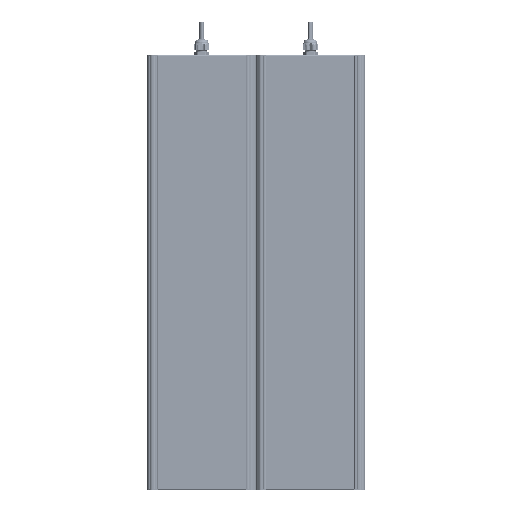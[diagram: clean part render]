
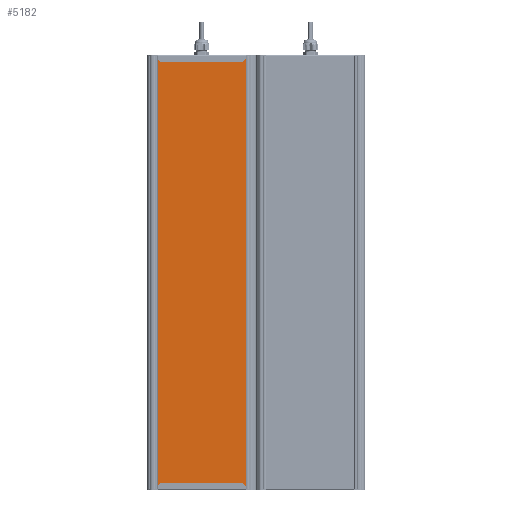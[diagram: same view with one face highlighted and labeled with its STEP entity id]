
A CAD part, front view. The second image highlights one B-rep face of the part: STEP entity #5182.
In plain terms, the highlighted face is planar.
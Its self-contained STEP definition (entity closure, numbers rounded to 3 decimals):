
#5182=ADVANCED_FACE('',(#17872),#17874,.T.);
#17872=FACE_BOUND('',#17873,.T.);
#17873=EDGE_LOOP('',(#50619,#50620,#50621,#50622));
#17874=PLANE('',#17875);
#17875=AXIS2_PLACEMENT_3D('',#17876,#17877,#17878);
#17876=CARTESIAN_POINT('',(2111.497,401.002,-34.582));
#17877=DIRECTION('',(0.,0.,-1.));
#17878=DIRECTION('',(0.,1.,0.));
#50619=ORIENTED_EDGE('',*,*,#59875,.F.);
#50620=ORIENTED_EDGE('',*,*,#59874,.T.);
#50621=ORIENTED_EDGE('',*,*,#59876,.F.);
#50622=ORIENTED_EDGE('',*,*,#59877,.F.);
#59874=EDGE_CURVE('',#66795,#66799,#66801,.T.);
#59875=EDGE_CURVE('',#66795,#66802,#66803,.T.);
#59876=EDGE_CURVE('',#66804,#66799,#66805,.T.);
#59877=EDGE_CURVE('',#66802,#66804,#66806,.T.);
#66795=VERTEX_POINT('',#87769);
#66799=VERTEX_POINT('',#87777);
#66801=LINE('',#87781,#87782);
#66802=VERTEX_POINT('',#87784);
#66803=LINE('',#87785,#87786);
#66804=VERTEX_POINT('',#87788);
#66805=LINE('',#87789,#87790);
#66806=LINE('',#87792,#87793);
#87769=CARTESIAN_POINT('',(2111.497,565.13,-34.582));
#87777=CARTESIAN_POINT('',(2857.497,565.13,-34.582));
#87781=CARTESIAN_POINT('',(2111.497,565.13,-34.582));
#87782=VECTOR('',#87783,1.);
#87783=DIRECTION('',(1.,0.,0.));
#87784=CARTESIAN_POINT('',(2111.497,401.002,-34.582));
#87785=CARTESIAN_POINT('',(2111.497,565.13,-34.582));
#87786=VECTOR('',#87787,1.);
#87787=DIRECTION('',(0.,-1.,0.));
#87788=CARTESIAN_POINT('',(2857.497,401.002,-34.582));
#87789=CARTESIAN_POINT('',(2857.497,401.002,-34.582));
#87790=VECTOR('',#87791,1.);
#87791=DIRECTION('',(0.,1.,0.));
#87792=CARTESIAN_POINT('',(2111.497,401.002,-34.582));
#87793=VECTOR('',#87794,1.);
#87794=DIRECTION('',(1.,0.,0.));
